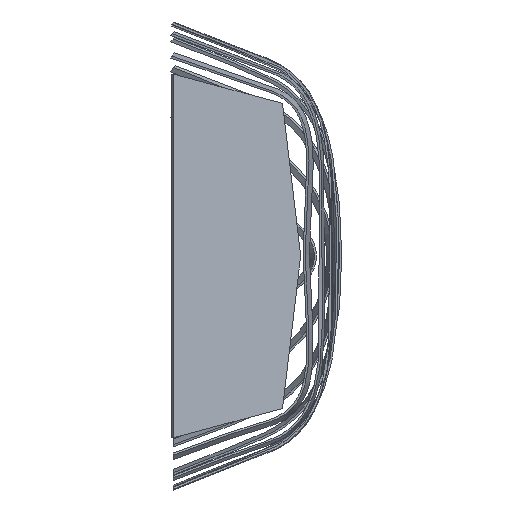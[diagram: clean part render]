
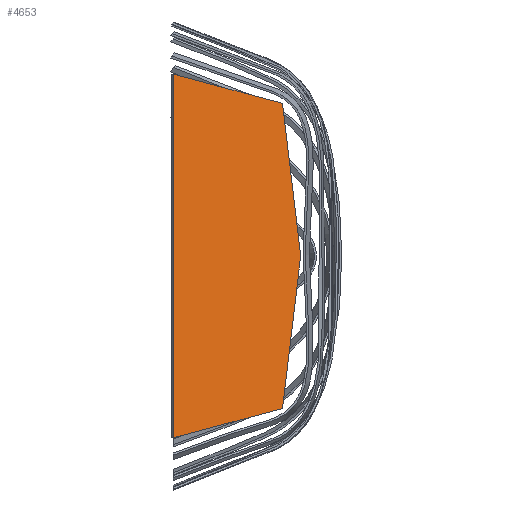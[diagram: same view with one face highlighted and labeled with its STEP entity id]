
A CAD part, left-side view. The second image highlights one B-rep face of the part: STEP entity #4653.
In plain terms, the highlighted planar face has unit normal (-0.966, -0.259, 0).
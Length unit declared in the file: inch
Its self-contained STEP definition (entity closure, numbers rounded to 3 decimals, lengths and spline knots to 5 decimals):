
#76 = VECTOR ( 'NONE', #751, 39.37008 ) ;
#82 = LINE ( 'NONE', #221, #4097 ) ;
#164 = CARTESIAN_POINT ( 'NONE',  ( -97.38771, -29.7492, 13.63522 ) ) ;
#169 = VECTOR ( 'NONE', #3790, 39.37008 ) ;
#221 = CARTESIAN_POINT ( 'NONE',  ( -97.3877, -29.74922, -13.63515 ) ) ;
#252 = VECTOR ( 'NONE', #1336, 39.37008 ) ;
#311 = ORIENTED_EDGE ( 'NONE', *, *, #3754, .F. ) ;
#318 = EDGE_CURVE ( 'NONE', #3511, #621, #1959, .T. ) ;
#403 = EDGE_CURVE ( 'NONE', #3087, #621, #2419, .T. ) ;
#422 = VECTOR ( 'NONE', #1650, 39.37008 ) ;
#427 = CARTESIAN_POINT ( 'NONE',  ( -100.5359, -18., -16.784 ) ) ;
#534 = CARTESIAN_POINT ( 'NONE',  ( -102.67948, -10.00005, 18.928 ) ) ;
#616 = LINE ( 'NONE', #1595, #2881 ) ;
#621 = VERTEX_POINT ( 'NONE', #3535 ) ;
#749 = ORIENTED_EDGE ( 'NONE', *, *, #4308, .F. ) ;
#751 = DIRECTION ( 'NONE',  ( 0.251, -0.935, -0.251 ) ) ;
#755 = ORIENTED_EDGE ( 'NONE', *, *, #4174, .F. ) ;
#802 = VERTEX_POINT ( 'NONE', #2995 ) ;
#805 = AXIS2_PLACEMENT_3D ( 'NONE', #1188, #1930, #1588 ) ;
#934 = VECTOR ( 'NONE', #2796, 39.37008 ) ;
#977 = CARTESIAN_POINT ( 'NONE',  ( -102.67948, -10.00005, -18.928 ) ) ;
#981 = VERTEX_POINT ( 'NONE', #4556 ) ;
#1101 = LINE ( 'NONE', #4664, #2918 ) ;
#1132 = LINE ( 'NONE', #164, #169 ) ;
#1188 = CARTESIAN_POINT ( 'NONE',  ( -98.30127, -26.33975, 0. ) ) ;
#1193 = EDGE_CURVE ( 'NONE', #3320, #1466, #1101, .T. ) ;
#1336 = DIRECTION ( 'NONE',  ( -0.251, 0.935, -0.251 ) ) ;
#1443 = CARTESIAN_POINT ( 'NONE',  ( -97.38771, -29.7492, -13.63522 ) ) ;
#1466 = VERTEX_POINT ( 'NONE', #427 ) ;
#1588 = DIRECTION ( 'NONE',  ( -0.259, 0.966, 0. ) ) ;
#1595 = CARTESIAN_POINT ( 'NONE',  ( -99.97453, -20.09504, -0.79755 ) ) ;
#1650 = DIRECTION ( 'NONE',  ( 0.251, -0.935, -0.251 ) ) ;
#1692 = VECTOR ( 'NONE', #3976, 39.37008 ) ;
#1799 = FACE_OUTER_BOUND ( 'NONE', #2573, .T. ) ;
#1909 = LINE ( 'NONE', #2930, #76 ) ;
#1930 = DIRECTION ( 'NONE',  ( 0.966, 0.259, 0. ) ) ;
#1959 = LINE ( 'NONE', #4629, #252 ) ;
#2020 = CARTESIAN_POINT ( 'NONE',  ( -103.75129, -6., 20. ) ) ;
#2376 = CARTESIAN_POINT ( 'NONE',  ( -97.3877, -29.74922, 13.63515 ) ) ;
#2419 = LINE ( 'NONE', #3517, #934 ) ;
#2572 = ORIENTED_EDGE ( 'NONE', *, *, #318, .F. ) ;
#2573 = EDGE_LOOP ( 'NONE', ( #4202, #2572, #311, #3483, #3703, #755, #3858, #4462, #749 ) ) ;
#2796 = DIRECTION ( 'NONE',  ( 0., 0., -1. ) ) ;
#2881 = VECTOR ( 'NONE', #4149, 39.37008 ) ;
#2918 = VECTOR ( 'NONE', #4765, 39.37008 ) ;
#2930 = CARTESIAN_POINT ( 'NONE',  ( -97.38772, -29.74917, 13.6353 ) ) ;
#2995 = CARTESIAN_POINT ( 'NONE',  ( -101.6077, -14., 17.856 ) ) ;
#3055 = CARTESIAN_POINT ( 'NONE',  ( -101.6077, -14., -17.856 ) ) ;
#3067 = EDGE_CURVE ( 'NONE', #802, #981, #1132, .T. ) ;
#3087 = VERTEX_POINT ( 'NONE', #2020 ) ;
#3296 = EDGE_CURVE ( 'NONE', #4695, #802, #3345, .T. ) ;
#3320 = VERTEX_POINT ( 'NONE', #4205 ) ;
#3345 = LINE ( 'NONE', #2376, #422 ) ;
#3483 = ORIENTED_EDGE ( 'NONE', *, *, #4363, .F. ) ;
#3511 = VERTEX_POINT ( 'NONE', #977 ) ;
#3517 = CARTESIAN_POINT ( 'NONE',  ( -103.75129, -6., 0. ) ) ;
#3527 = DIRECTION ( 'NONE',  ( -0.251, 0.935, -0.251 ) ) ;
#3535 = CARTESIAN_POINT ( 'NONE',  ( -103.75129, -6., -20. ) ) ;
#3703 = ORIENTED_EDGE ( 'NONE', *, *, #1193, .F. ) ;
#3720 = PLANE ( 'NONE',  #805 ) ;
#3754 = EDGE_CURVE ( 'NONE', #4127, #3511, #82, .T. ) ;
#3790 = DIRECTION ( 'NONE',  ( 0.251, -0.935, -0.251 ) ) ;
#3858 = ORIENTED_EDGE ( 'NONE', *, *, #3067, .F. ) ;
#3976 = DIRECTION ( 'NONE',  ( -0.251, 0.935, -0.251 ) ) ;
#4097 = VECTOR ( 'NONE', #3527, 39.37008 ) ;
#4127 = VERTEX_POINT ( 'NONE', #3055 ) ;
#4149 = DIRECTION ( 'NONE',  ( 0.032, -0.118, -0.992 ) ) ;
#4174 = EDGE_CURVE ( 'NONE', #981, #3320, #616, .T. ) ;
#4202 = ORIENTED_EDGE ( 'NONE', *, *, #403, .T. ) ;
#4205 = CARTESIAN_POINT ( 'NONE',  ( -100., -20., 0. ) ) ;
#4308 = EDGE_CURVE ( 'NONE', #3087, #4695, #1909, .T. ) ;
#4328 = LINE ( 'NONE', #1443, #1692 ) ;
#4363 = EDGE_CURVE ( 'NONE', #1466, #4127, #4328, .T. ) ;
#4462 = ORIENTED_EDGE ( 'NONE', *, *, #3296, .F. ) ;
#4556 = CARTESIAN_POINT ( 'NONE',  ( -100.5359, -18., 16.784 ) ) ;
#4629 = CARTESIAN_POINT ( 'NONE',  ( -97.38772, -29.74917, -13.6353 ) ) ;
#4653 = ADVANCED_FACE ( 'NONE', ( #1799 ), #3720, .F. ) ;
#4664 = CARTESIAN_POINT ( 'NONE',  ( -99.97453, -20.09504, 0.79755 ) ) ;
#4695 = VERTEX_POINT ( 'NONE', #534 ) ;
#4765 = DIRECTION ( 'NONE',  ( -0.032, 0.118, -0.992 ) ) ;
